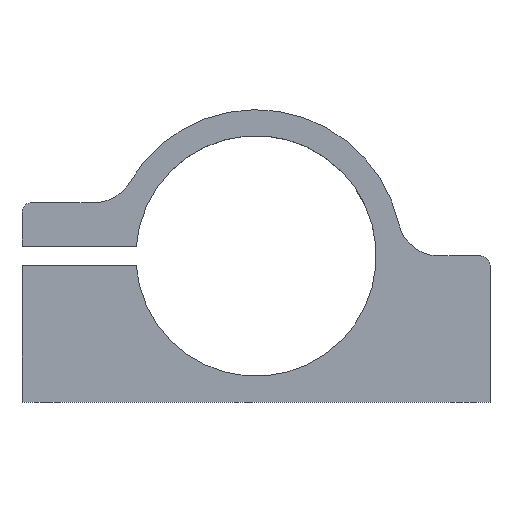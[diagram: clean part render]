
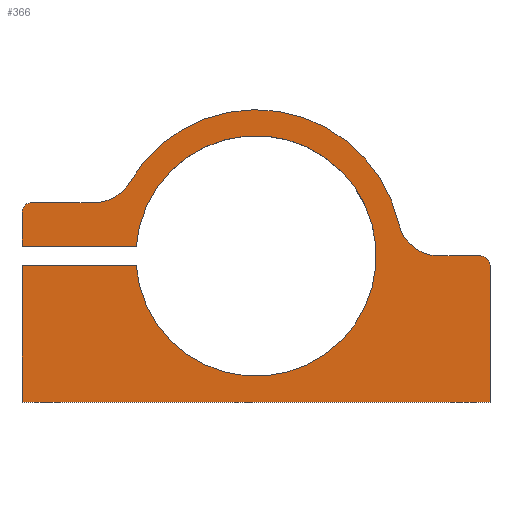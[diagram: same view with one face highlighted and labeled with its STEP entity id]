
A CAD part, top view. The second image highlights one B-rep face of the part: STEP entity #366.
In plain terms, the highlighted planar face has unit normal (0, 0, 1).
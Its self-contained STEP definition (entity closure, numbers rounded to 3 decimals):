
#33=FACE_OUTER_BOUND('',#52,.T.);
#52=EDGE_LOOP('',(#253,#254,#255,#256,#257,#258,#259,#260,#261,#262,#263,
#264,#265,#266));
#87=LINE('',#564,#117);
#88=LINE('',#572,#118);
#89=LINE('',#576,#119);
#90=LINE('',#578,#120);
#91=LINE('',#582,#121);
#92=LINE('',#584,#122);
#93=LINE('',#586,#123);
#94=LINE('',#587,#124);
#117=VECTOR('',#451,6.358);
#118=VECTOR('',#458,9.588);
#119=VECTOR('',#461,5.2);
#120=VECTOR('',#462,17.561);
#121=VECTOR('',#465,17.561);
#122=VECTOR('',#466,21.);
#123=VECTOR('',#467,72.);
#124=VECTOR('',#468,21.);
#145=CIRCLE('',#394,1.5);
#146=CIRCLE('',#395,6.35);
#147=CIRCLE('',#396,22.5);
#148=CIRCLE('',#397,6.35);
#149=CIRCLE('',#398,1.5);
#150=CIRCLE('',#399,18.5);
#171=VERTEX_POINT('',#560);
#172=VERTEX_POINT('',#561);
#173=VERTEX_POINT('',#563);
#174=VERTEX_POINT('',#565);
#175=VERTEX_POINT('',#567);
#176=VERTEX_POINT('',#569);
#177=VERTEX_POINT('',#571);
#178=VERTEX_POINT('',#573);
#179=VERTEX_POINT('',#575);
#180=VERTEX_POINT('',#577);
#181=VERTEX_POINT('',#579);
#182=VERTEX_POINT('',#581);
#183=VERTEX_POINT('',#583);
#184=VERTEX_POINT('',#585);
#205=EDGE_CURVE('',#171,#172,#145,.T.);
#206=EDGE_CURVE('',#172,#173,#87,.T.);
#207=EDGE_CURVE('',#173,#174,#146,.T.);
#208=EDGE_CURVE('',#174,#175,#147,.T.);
#209=EDGE_CURVE('',#175,#176,#148,.T.);
#210=EDGE_CURVE('',#176,#177,#88,.T.);
#211=EDGE_CURVE('',#177,#178,#149,.T.);
#212=EDGE_CURVE('',#178,#179,#89,.T.);
#213=EDGE_CURVE('',#179,#180,#90,.T.);
#214=EDGE_CURVE('',#180,#181,#150,.T.);
#215=EDGE_CURVE('',#182,#181,#91,.T.);
#216=EDGE_CURVE('',#182,#183,#92,.T.);
#217=EDGE_CURVE('',#183,#184,#93,.T.);
#218=EDGE_CURVE('',#184,#171,#94,.T.);
#253=ORIENTED_EDGE('',*,*,#205,.T.);
#254=ORIENTED_EDGE('',*,*,#206,.T.);
#255=ORIENTED_EDGE('',*,*,#207,.T.);
#256=ORIENTED_EDGE('',*,*,#208,.T.);
#257=ORIENTED_EDGE('',*,*,#209,.T.);
#258=ORIENTED_EDGE('',*,*,#210,.T.);
#259=ORIENTED_EDGE('',*,*,#211,.T.);
#260=ORIENTED_EDGE('',*,*,#212,.T.);
#261=ORIENTED_EDGE('',*,*,#213,.T.);
#262=ORIENTED_EDGE('',*,*,#214,.T.);
#263=ORIENTED_EDGE('',*,*,#215,.F.);
#264=ORIENTED_EDGE('',*,*,#216,.T.);
#265=ORIENTED_EDGE('',*,*,#217,.T.);
#266=ORIENTED_EDGE('',*,*,#218,.T.);
#336=PLANE('',#393);
#366=ADVANCED_FACE('',(#33),#336,.T.);
#393=AXIS2_PLACEMENT_3D('',#559,#447,#448);
#394=AXIS2_PLACEMENT_3D('',#562,#449,#450);
#395=AXIS2_PLACEMENT_3D('',#566,#452,#453);
#396=AXIS2_PLACEMENT_3D('',#568,#454,#455);
#397=AXIS2_PLACEMENT_3D('',#570,#456,#457);
#398=AXIS2_PLACEMENT_3D('',#574,#459,#460);
#399=AXIS2_PLACEMENT_3D('',#580,#463,#464);
#447=DIRECTION('center_axis',(0.,0.,1.));
#448=DIRECTION('ref_axis',(1.,0.,0.));
#449=DIRECTION('center_axis',(0.,0.,1.));
#450=DIRECTION('ref_axis',(1.,0.,0.));
#451=DIRECTION('',(-1.,0.,0.));
#452=DIRECTION('center_axis',(0.,0.,-1.));
#453=DIRECTION('ref_axis',(0.,-1.,0.));
#454=DIRECTION('center_axis',(0.,0.,1.));
#455=DIRECTION('ref_axis',(0.975,0.22,0.));
#456=DIRECTION('center_axis',(0.,0.,-1.));
#457=DIRECTION('ref_axis',(0.864,-0.504,0.));
#458=DIRECTION('',(-1.,0.,0.));
#459=DIRECTION('center_axis',(0.,0.,1.));
#460=DIRECTION('ref_axis',(0.,1.,0.));
#461=DIRECTION('',(0.,-1.,0.));
#462=DIRECTION('',(1.,0.,0.));
#463=DIRECTION('center_axis',(0.,0.,-1.));
#464=DIRECTION('ref_axis',(-0.997,0.081,0.));
#465=DIRECTION('',(1.,0.,0.));
#466=DIRECTION('',(0.,-1.,0.));
#467=DIRECTION('',(1.,0.,0.));
#468=DIRECTION('',(0.,1.,0.));
#559=CARTESIAN_POINT('Origin',(0.,0.,6.35));
#560=CARTESIAN_POINT('',(36.,-1.5,6.35));
#561=CARTESIAN_POINT('',(34.5,0.,6.35));
#562=CARTESIAN_POINT('Origin',(34.5,-1.5,6.35));
#563=CARTESIAN_POINT('',(28.142,0.,6.35));
#564=CARTESIAN_POINT('',(34.5,0.,6.35));
#565=CARTESIAN_POINT('',(21.948,4.952,6.35));
#566=CARTESIAN_POINT('Origin',(28.142,6.35,6.35));
#567=CARTESIAN_POINT('',(-19.429,11.347,6.35));
#568=CARTESIAN_POINT('Origin',(0.,0.,6.35));
#569=CARTESIAN_POINT('',(-24.912,8.2,6.35));
#570=CARTESIAN_POINT('Origin',(-24.912,14.55,6.35));
#571=CARTESIAN_POINT('',(-34.5,8.2,6.35));
#572=CARTESIAN_POINT('',(-24.912,8.2,6.35));
#573=CARTESIAN_POINT('',(-36.,6.7,6.35));
#574=CARTESIAN_POINT('Origin',(-34.5,6.7,6.35));
#575=CARTESIAN_POINT('',(-36.,1.5,6.35));
#576=CARTESIAN_POINT('',(-36.,6.7,6.35));
#577=CARTESIAN_POINT('',(-18.439,1.5,6.35));
#578=CARTESIAN_POINT('',(-36.,1.5,6.35));
#579=CARTESIAN_POINT('',(-18.439,-1.5,6.35));
#580=CARTESIAN_POINT('Origin',(0.,0.,6.35));
#581=CARTESIAN_POINT('',(-36.,-1.5,6.35));
#582=CARTESIAN_POINT('',(-36.,-1.5,6.35));
#583=CARTESIAN_POINT('',(-36.,-22.5,6.35));
#584=CARTESIAN_POINT('',(-36.,-1.5,6.35));
#585=CARTESIAN_POINT('',(36.,-22.5,6.35));
#586=CARTESIAN_POINT('',(-36.,-22.5,6.35));
#587=CARTESIAN_POINT('',(36.,-22.5,6.35));
